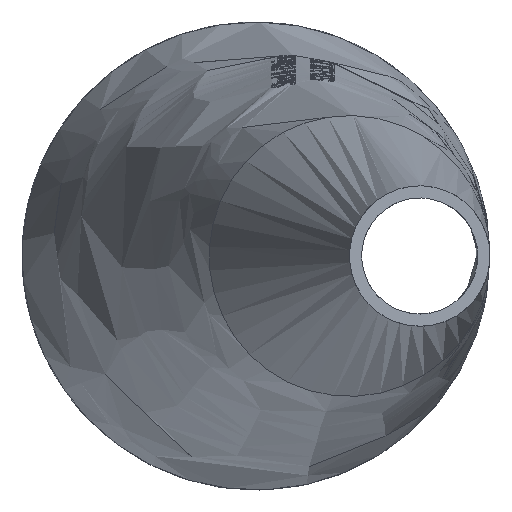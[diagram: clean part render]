
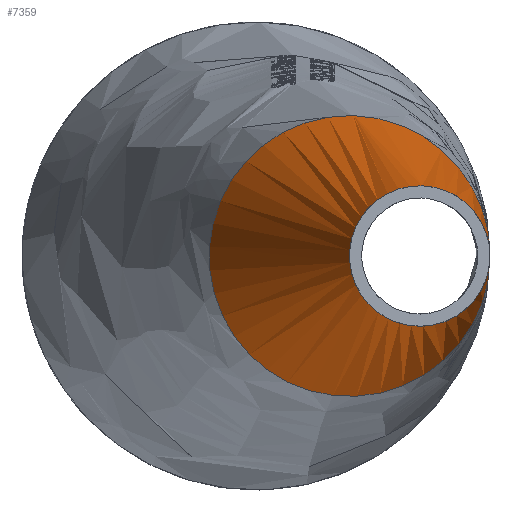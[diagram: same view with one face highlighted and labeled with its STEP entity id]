
A CAD part, left-side view. The second image highlights one B-rep face of the part: STEP entity #7359.
In plain terms, the highlighted free-form (B-spline) face has degree [1, 2] with [2, 9] control points.
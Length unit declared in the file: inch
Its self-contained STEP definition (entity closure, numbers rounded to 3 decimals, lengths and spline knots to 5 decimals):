
#1644=FACE_OUTER_BOUND('',#2083,.T.);
#2083=EDGE_LOOP('',(#6874,#6875,#6876,#6877,#6878,#6879,#6880));
#2133=CIRCLE('',#7427,0.75);
#2157=CIRCLE('',#7451,0.75);
#2158=CIRCLE('',#7452,0.75);
#2168=CIRCLE('',#7617,0.375);
#2169=CIRCLE('',#7618,0.375);
#2770=B_SPLINE_CURVE_WITH_KNOTS('',1,(#16990,#16991),.UNSPECIFIED.,.F.,
 .F.,(2,2),(-2.76032,-0.00596),.UNSPECIFIED.);
#2996=VERTEX_POINT('',#10072);
#2997=VERTEX_POINT('',#10073);
#3096=VERTEX_POINT('',#10831);
#3518=VERTEX_POINT('',#16939);
#3519=VERTEX_POINT('',#16940);
#3748=EDGE_CURVE('',#2996,#2997,#2133,.T.);
#3855=EDGE_CURVE('',#2997,#3096,#2157,.T.);
#3856=EDGE_CURVE('',#3096,#2996,#2158,.T.);
#4638=EDGE_CURVE('',#3518,#3519,#2168,.T.);
#4639=EDGE_CURVE('',#3519,#3518,#2169,.T.);
#4645=EDGE_CURVE('',#3519,#3096,#2770,.T.);
#6874=ORIENTED_EDGE('',*,*,#4638,.T.);
#6875=ORIENTED_EDGE('',*,*,#4645,.T.);
#6876=ORIENTED_EDGE('',*,*,#3855,.F.);
#6877=ORIENTED_EDGE('',*,*,#3748,.F.);
#6878=ORIENTED_EDGE('',*,*,#3856,.F.);
#6879=ORIENTED_EDGE('',*,*,#4645,.F.);
#6880=ORIENTED_EDGE('',*,*,#4639,.T.);
#6905=(
BOUNDED_SURFACE()
B_SPLINE_SURFACE(1,2,((#16972,#16973,#16974,#16975,#16976,#16977,#16978,
#16979,#16980),(#16981,#16982,#16983,#16984,#16985,#16986,#16987,#16988,
#16989)),.UNSPECIFIED.,.F.,.T.,.F.)
B_SPLINE_SURFACE_WITH_KNOTS((2,2),(3,2,2,2,3),(-0.18846,2.848),
(-3.14159,-1.5708,0.,1.5708,3.14159),
 .UNSPECIFIED.)
GEOMETRIC_REPRESENTATION_ITEM()
RATIONAL_B_SPLINE_SURFACE(((1.,0.707,1.,0.707,1.,
0.707,1.,0.707,1.),(1.,0.707,1.,0.707,
1.,0.707,1.,0.707,1.)))
REPRESENTATION_ITEM('')
SURFACE()
);
#7359=ADVANCED_FACE('',(#1644),#6905,.F.);
#7427=AXIS2_PLACEMENT_3D('',#10074,#7759,#7760);
#7451=AXIS2_PLACEMENT_3D('',#10832,#7815,#7816);
#7452=AXIS2_PLACEMENT_3D('',#10833,#7817,#7818);
#7617=AXIS2_PLACEMENT_3D('',#16941,#8498,#8499);
#7618=AXIS2_PLACEMENT_3D('',#16942,#8500,#8501);
#7759=DIRECTION('center_axis',(1.,0.,0.));
#7760=DIRECTION('ref_axis',(0.,-1.,0.));
#7815=DIRECTION('center_axis',(1.,0.,0.));
#7816=DIRECTION('ref_axis',(0.,-1.,0.));
#7817=DIRECTION('center_axis',(1.,0.,0.));
#7818=DIRECTION('ref_axis',(0.,-1.,0.));
#8498=DIRECTION('center_axis',(1.,0.,0.));
#8499=DIRECTION('ref_axis',(0.,-1.,0.));
#8500=DIRECTION('center_axis',(1.,0.,0.));
#8501=DIRECTION('ref_axis',(0.,-1.,0.));
#10072=CARTESIAN_POINT('',(0.,-0.75,0.));
#10073=CARTESIAN_POINT('',(0.,-0.01137,0.74991));
#10074=CARTESIAN_POINT('Origin',(0.,0.,0.));
#10831=CARTESIAN_POINT('',(0.,-0.02466,0.74959));
#10832=CARTESIAN_POINT('Origin',(0.,0.,0.));
#10833=CARTESIAN_POINT('Origin',(0.,0.,0.));
#16939=CARTESIAN_POINT('',(-2.,-0.75,0.));
#16940=CARTESIAN_POINT('',(-2.,-0.38733,0.3748));
#16941=CARTESIAN_POINT('Origin',(-2.,-0.375,0.));
#16942=CARTESIAN_POINT('Origin',(-2.,-0.375,0.));
#16972=CARTESIAN_POINT('Ctrl Pts',(0.14117,0.00094,
0.77605));
#16973=CARTESIAN_POINT('Ctrl Pts',(0.005,0.75188,
0.77605));
#16974=CARTESIAN_POINT('Ctrl Pts',(0.005,0.75188,
0.));
#16975=CARTESIAN_POINT('Ctrl Pts',(0.005,0.75188,
-0.77605));
#16976=CARTESIAN_POINT('Ctrl Pts',(0.14117,0.00094,
-0.77605));
#16977=CARTESIAN_POINT('Ctrl Pts',(0.27735,-0.75,
-0.77605));
#16978=CARTESIAN_POINT('Ctrl Pts',(0.27735,-0.75,
0.));
#16979=CARTESIAN_POINT('Ctrl Pts',(0.27735,-0.75,
0.77605));
#16980=CARTESIAN_POINT('Ctrl Pts',(0.14117,0.00094,
0.77605));
#16981=CARTESIAN_POINT('Ctrl Pts',(-2.06367,-0.39888,
0.36287));
#16982=CARTESIAN_POINT('Ctrl Pts',(-2.12734,-0.04775,
0.36287));
#16983=CARTESIAN_POINT('Ctrl Pts',(-2.12734,-0.04775,
0.));
#16984=CARTESIAN_POINT('Ctrl Pts',(-2.12734,-0.04775,
-0.36287));
#16985=CARTESIAN_POINT('Ctrl Pts',(-2.06367,-0.39888,
-0.36287));
#16986=CARTESIAN_POINT('Ctrl Pts',(-2.,-0.75,-0.36287));
#16987=CARTESIAN_POINT('Ctrl Pts',(-2.,-0.75,0.));
#16988=CARTESIAN_POINT('Ctrl Pts',(-2.,-0.75,0.36287));
#16989=CARTESIAN_POINT('Ctrl Pts',(-2.06367,-0.39888,
0.36287));
#16990=CARTESIAN_POINT('Ctrl Pts',(-2.,-0.38733,0.3748));
#16991=CARTESIAN_POINT('Ctrl Pts',(0.,-0.02466,0.74959));
